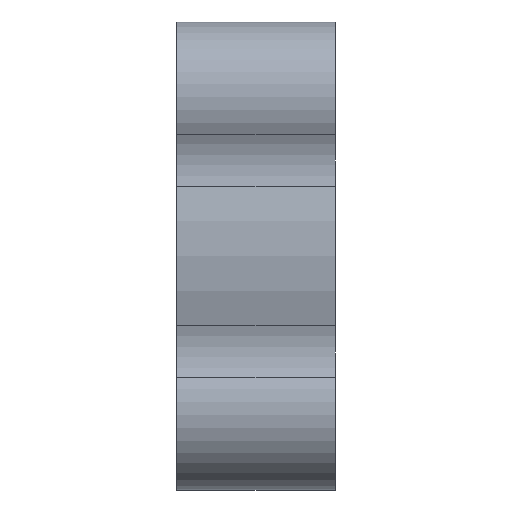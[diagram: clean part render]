
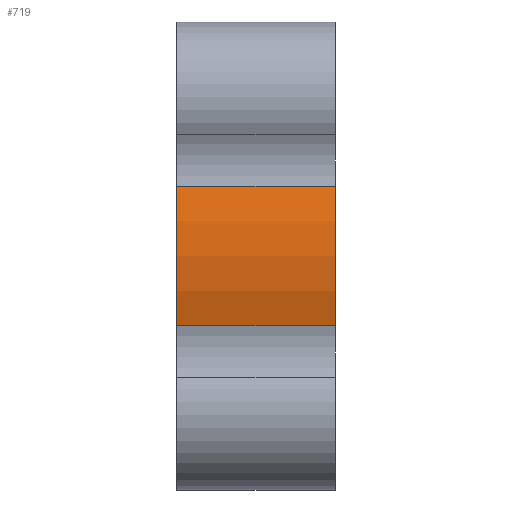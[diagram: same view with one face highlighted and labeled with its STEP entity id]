
A CAD part, left-side view. The second image highlights one B-rep face of the part: STEP entity #719.
In plain terms, the highlighted cylindrical face has radius 10.16 mm (diameter 20.32 mm), a partial arc.
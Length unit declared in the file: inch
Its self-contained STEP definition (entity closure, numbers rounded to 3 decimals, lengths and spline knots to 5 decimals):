
#2 = AXIS2_PLACEMENT_3D ( 'NONE', #1291, #1286, #1284 ) ;
#32 = ORIENTED_EDGE ( 'NONE', *, *, #314, .F. ) ;
#69 = ORIENTED_EDGE ( 'NONE', *, *, #321, .T. ) ;
#114 = AXIS2_PLACEMENT_3D ( 'NONE', #272, #265, #252 ) ;
#168 = EDGE_CURVE ( 'NONE', #797, #353, #668, .T. ) ;
#181 = CARTESIAN_POINT ( 'NONE',  ( -0.38128, 0.1, -0.12095 ) ) ;
#206 = LINE ( 'NONE', #1320, #1314 ) ;
#252 = DIRECTION ( 'NONE',  ( 0., 0., 1. ) ) ;
#265 = DIRECTION ( 'NONE',  ( 0., 1., 0. ) ) ;
#272 = CARTESIAN_POINT ( 'NONE',  ( 0., 0.1, 0. ) ) ;
#310 = EDGE_CURVE ( 'NONE', #353, #673, #206, .T. ) ;
#314 = EDGE_CURVE ( 'NONE', #689, #673, #1108, .T. ) ;
#321 = EDGE_CURVE ( 'NONE', #689, #797, #1079, .T. ) ;
#353 = VERTEX_POINT ( 'NONE', #1234 ) ;
#476 = DIRECTION ( 'NONE',  ( 0., -1., 0. ) ) ;
#483 = CARTESIAN_POINT ( 'NONE',  ( 0., 0.375, 0. ) ) ;
#513 = DIRECTION ( 'NONE',  ( 0., 0., -1. ) ) ;
#565 = CARTESIAN_POINT ( 'NONE',  ( -0.38128, 0.375, -0.12095 ) ) ;
#632 = CARTESIAN_POINT ( 'NONE',  ( -0.38128, 0.375, 0.12095 ) ) ;
#668 = CIRCLE ( 'NONE', #114, 0.4 ) ;
#673 = VERTEX_POINT ( 'NONE', #632 ) ;
#689 = VERTEX_POINT ( 'NONE', #565 ) ;
#719 = ADVANCED_FACE ( 'NONE', ( #1383 ), #1310, .T. ) ;
#738 = ORIENTED_EDGE ( 'NONE', *, *, #168, .T. ) ;
#797 = VERTEX_POINT ( 'NONE', #181 ) ;
#1079 = LINE ( 'NONE', #1317, #1352 ) ;
#1108 = CIRCLE ( 'NONE', #2, 0.4 ) ;
#1141 = EDGE_LOOP ( 'NONE', ( #738, #1232, #32, #69 ) ) ;
#1147 = AXIS2_PLACEMENT_3D ( 'NONE', #483, #476, #513 ) ;
#1232 = ORIENTED_EDGE ( 'NONE', *, *, #310, .T. ) ;
#1234 = CARTESIAN_POINT ( 'NONE',  ( -0.38128, 0.1, 0.12095 ) ) ;
#1284 = DIRECTION ( 'NONE',  ( 0., 0., 1. ) ) ;
#1286 = DIRECTION ( 'NONE',  ( 0., 1., 0. ) ) ;
#1291 = CARTESIAN_POINT ( 'NONE',  ( 0., 0.375, 0. ) ) ;
#1310 = CYLINDRICAL_SURFACE ( 'NONE', #1147, 0.4 ) ;
#1314 = VECTOR ( 'NONE', #1353, 39.37008 ) ;
#1317 = CARTESIAN_POINT ( 'NONE',  ( -0.38128, 0.375, -0.12095 ) ) ;
#1318 = DIRECTION ( 'NONE',  ( 0., -1., 0. ) ) ;
#1320 = CARTESIAN_POINT ( 'NONE',  ( -0.38128, 0.375, 0.12095 ) ) ;
#1352 = VECTOR ( 'NONE', #1318, 39.37008 ) ;
#1353 = DIRECTION ( 'NONE',  ( 0., 1., 0. ) ) ;
#1383 = FACE_OUTER_BOUND ( 'NONE', #1141, .T. ) ;
